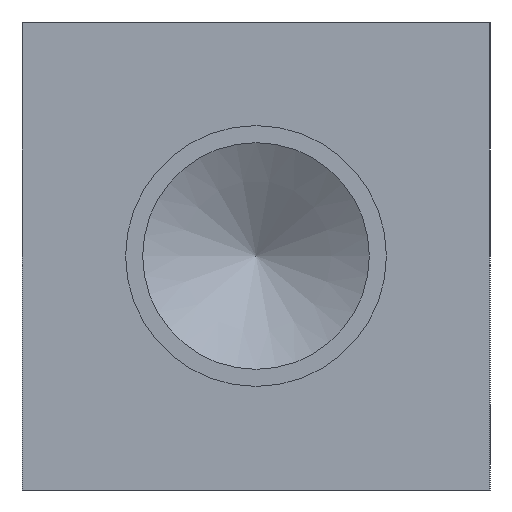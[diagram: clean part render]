
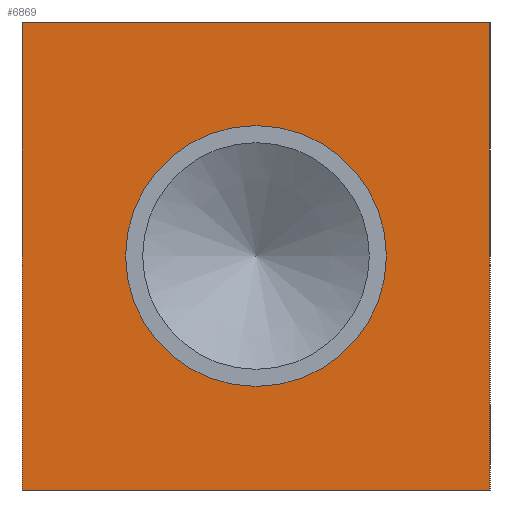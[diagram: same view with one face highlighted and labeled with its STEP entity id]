
A CAD part, left-side view. The second image highlights one B-rep face of the part: STEP entity #6869.
In plain terms, the highlighted planar face has unit normal (-1, 0, 0).
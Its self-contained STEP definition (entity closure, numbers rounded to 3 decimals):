
#67=CIRCLE('',#7127,21.234);
#68=CIRCLE('',#7128,21.234);
#439=FACE_BOUND('',#1172,.T.);
#787=FACE_OUTER_BOUND('',#1171,.T.);
#1171=EDGE_LOOP('',(#5966,#5967,#5968,#5969));
#1172=EDGE_LOOP('',(#5970,#5971));
#1565=LINE('',#9374,#2246);
#1858=LINE('',#11711,#2539);
#1859=LINE('',#11712,#2540);
#1860=LINE('',#11713,#2541);
#2246=VECTOR('',#7835,10.);
#2539=VECTOR('',#8448,10.);
#2540=VECTOR('',#8449,10.);
#2541=VECTOR('',#8450,10.);
#2809=VERTEX_POINT('',#9367);
#2812=VERTEX_POINT('',#9372);
#3143=VERTEX_POINT('',#11603);
#3144=VERTEX_POINT('',#11604);
#3175=VERTEX_POINT('',#11709);
#3176=VERTEX_POINT('',#11710);
#3575=EDGE_CURVE('',#2812,#2809,#1565,.T.);
#4061=EDGE_CURVE('',#3143,#3144,#67,.T.);
#4062=EDGE_CURVE('',#3144,#3143,#68,.T.);
#4113=EDGE_CURVE('',#3175,#3176,#1858,.T.);
#4114=EDGE_CURVE('',#3176,#2809,#1859,.T.);
#4115=EDGE_CURVE('',#3175,#2812,#1860,.T.);
#5966=ORIENTED_EDGE('',*,*,#4113,.T.);
#5967=ORIENTED_EDGE('',*,*,#4114,.T.);
#5968=ORIENTED_EDGE('',*,*,#3575,.F.);
#5969=ORIENTED_EDGE('',*,*,#4115,.F.);
#5970=ORIENTED_EDGE('',*,*,#4061,.T.);
#5971=ORIENTED_EDGE('',*,*,#4062,.T.);
#6219=PLANE('',#7181);
#6869=ADVANCED_FACE('',(#787,#439),#6219,.T.);
#7127=AXIS2_PLACEMENT_3D('',#11605,#8319,#8320);
#7128=AXIS2_PLACEMENT_3D('',#11606,#8321,#8322);
#7181=AXIS2_PLACEMENT_3D('',#11708,#8446,#8447);
#7835=DIRECTION('',(0.,-1.,0.));
#8319=DIRECTION('center_axis',(1.,0.,0.));
#8320=DIRECTION('ref_axis',(0.,1.,0.));
#8321=DIRECTION('center_axis',(1.,0.,0.));
#8322=DIRECTION('ref_axis',(0.,1.,0.));
#8446=DIRECTION('center_axis',(-1.,0.,0.));
#8447=DIRECTION('ref_axis',(0.,-1.,0.));
#8448=DIRECTION('',(0.,-1.,0.));
#8449=DIRECTION('',(0.,0.,1.));
#8450=DIRECTION('',(0.,0.,1.));
#9367=CARTESIAN_POINT('',(0.,0.,76.2));
#9372=CARTESIAN_POINT('',(0.,76.2,76.2));
#9374=CARTESIAN_POINT('',(0.,76.2,76.2));
#11603=CARTESIAN_POINT('',(0.,59.334,38.1));
#11604=CARTESIAN_POINT('',(0.,16.866,38.1));
#11605=CARTESIAN_POINT('Origin',(0.,38.1,38.1));
#11606=CARTESIAN_POINT('Origin',(0.,38.1,38.1));
#11708=CARTESIAN_POINT('Origin',(0.,76.2,0.));
#11709=CARTESIAN_POINT('',(0.,76.2,0.));
#11710=CARTESIAN_POINT('',(0.,0.,0.));
#11711=CARTESIAN_POINT('',(0.,76.2,0.));
#11712=CARTESIAN_POINT('',(0.,0.,0.));
#11713=CARTESIAN_POINT('',(0.,76.2,0.));
